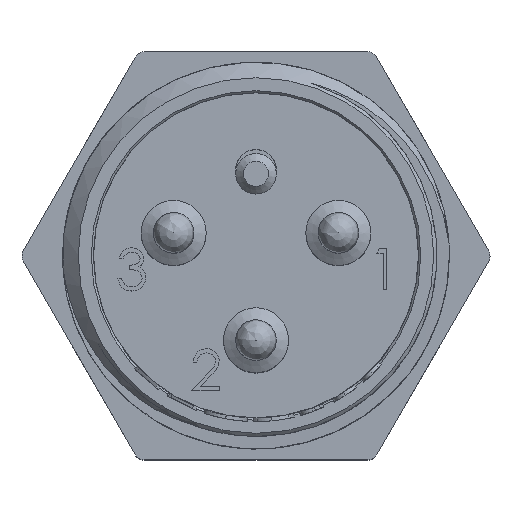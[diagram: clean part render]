
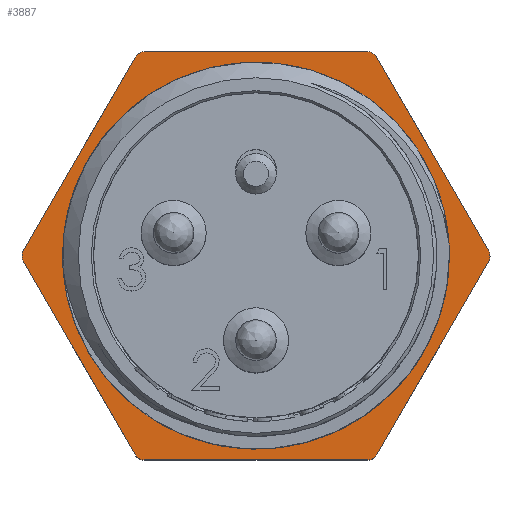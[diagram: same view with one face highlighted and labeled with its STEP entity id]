
A CAD part, top view. The second image highlights one B-rep face of the part: STEP entity #3887.
In plain terms, the highlighted planar face has unit normal (0, 0, 1).
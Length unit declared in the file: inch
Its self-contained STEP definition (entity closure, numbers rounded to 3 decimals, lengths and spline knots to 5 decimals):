
#128=LINE($,#5801,#328);
#130=LINE($,#5805,#330);
#133=LINE($,#5811,#333);
#136=LINE($,#5817,#336);
#139=LINE($,#5823,#339);
#141=LINE($,#5828,#341);
#328=VECTOR($,#4694,0.43013);
#330=VECTOR($,#4698,0.43013);
#333=VECTOR($,#4703,0.43013);
#336=VECTOR($,#4708,0.43013);
#339=VECTOR($,#4713,0.43013);
#341=VECTOR($,#4717,0.43013);
#802=PLANE($,#4235);
#971=FACE_BOUND($,#1403,.T.);
#1087=FACE_OUTER_BOUND($,#1402,.T.);
#1402=EDGE_LOOP($,(#2904,#2905,#2906,#2907,#2908,#2909,#2910,#2911,#2912,
#2913,#2914,#2915));
#1403=EDGE_LOOP($,(#2916));
#1637=CIRCLE($,#4118,0.02);
#1659=CIRCLE($,#4151,0.363);
#1695=CIRCLE($,#4236,0.02);
#1696=CIRCLE($,#4237,0.02);
#1697=CIRCLE($,#4238,0.02);
#1698=CIRCLE($,#4239,0.02);
#1699=CIRCLE($,#4240,0.02);
#1787=VERTEX_POINT($,#5341);
#1788=VERTEX_POINT($,#5343);
#1810=VERTEX_POINT($,#5399);
#1875=VERTEX_POINT($,#5800);
#1876=VERTEX_POINT($,#5804);
#1877=VERTEX_POINT($,#5808);
#1878=VERTEX_POINT($,#5810);
#1879=VERTEX_POINT($,#5814);
#1880=VERTEX_POINT($,#5816);
#1881=VERTEX_POINT($,#5820);
#1882=VERTEX_POINT($,#5822);
#1883=VERTEX_POINT($,#5826);
#1884=VERTEX_POINT($,#5827);
#2184=EDGE_CURVE($,#1788,#1787,#1637,.T.);
#2207=EDGE_CURVE($,#1810,#1810,#1659,.T.);
#2277=EDGE_CURVE($,#1787,#1875,#128,.T.);
#2279=EDGE_CURVE($,#1876,#1788,#130,.T.);
#2282=EDGE_CURVE($,#1878,#1877,#133,.T.);
#2285=EDGE_CURVE($,#1880,#1879,#136,.T.);
#2288=EDGE_CURVE($,#1882,#1881,#139,.T.);
#2290=EDGE_CURVE($,#1883,#1884,#141,.T.);
#2293=EDGE_CURVE($,#1875,#1883,#1695,.T.);
#2294=EDGE_CURVE($,#1884,#1882,#1696,.T.);
#2295=EDGE_CURVE($,#1881,#1880,#1697,.T.);
#2296=EDGE_CURVE($,#1879,#1878,#1698,.T.);
#2297=EDGE_CURVE($,#1877,#1876,#1699,.T.);
#2904=ORIENTED_EDGE($,*,*,#2279,.T.);
#2905=ORIENTED_EDGE($,*,*,#2184,.T.);
#2906=ORIENTED_EDGE($,*,*,#2277,.T.);
#2907=ORIENTED_EDGE($,*,*,#2293,.T.);
#2908=ORIENTED_EDGE($,*,*,#2290,.T.);
#2909=ORIENTED_EDGE($,*,*,#2294,.T.);
#2910=ORIENTED_EDGE($,*,*,#2288,.T.);
#2911=ORIENTED_EDGE($,*,*,#2295,.T.);
#2912=ORIENTED_EDGE($,*,*,#2285,.T.);
#2913=ORIENTED_EDGE($,*,*,#2296,.T.);
#2914=ORIENTED_EDGE($,*,*,#2282,.T.);
#2915=ORIENTED_EDGE($,*,*,#2297,.T.);
#2916=ORIENTED_EDGE($,*,*,#2207,.T.);
#3887=ADVANCED_FACE($,(#1087,#971),#802,.T.);
#4118=AXIS2_PLACEMENT_3D($,#5344,#4483,#4484);
#4151=AXIS2_PLACEMENT_3D($,#5400,#4550,#4551);
#4235=AXIS2_PLACEMENT_3D($,#5838,#4734,#4735);
#4236=AXIS2_PLACEMENT_3D($,#5839,#4736,#4737);
#4237=AXIS2_PLACEMENT_3D($,#5840,#4738,#4739);
#4238=AXIS2_PLACEMENT_3D($,#5841,#4740,#4741);
#4239=AXIS2_PLACEMENT_3D($,#5842,#4742,#4743);
#4240=AXIS2_PLACEMENT_3D($,#5843,#4744,#4745);
#4483=DIRECTION('center_axis',(0.,0.,1.));
#4484=DIRECTION('ref_axis',(1.,0.,0.));
#4550=DIRECTION('center_axis',(0.,0.,-1.));
#4551=DIRECTION('ref_axis',(1.,0.,0.));
#4694=DIRECTION($,(-0.5,0.866,0.));
#4698=DIRECTION($,(0.5,0.866,0.));
#4703=DIRECTION($,(1.,0.,0.));
#4708=DIRECTION($,(0.5,-0.866,0.));
#4713=DIRECTION($,(-0.5,-0.866,0.));
#4717=DIRECTION($,(-1.,0.,0.));
#4734=DIRECTION('center_axis',(0.,0.,1.));
#4735=DIRECTION('ref_axis',(1.,0.,0.));
#4736=DIRECTION('center_axis',(0.,0.,1.));
#4737=DIRECTION('ref_axis',(1.,0.,0.));
#4738=DIRECTION('center_axis',(0.,0.,1.));
#4739=DIRECTION('ref_axis',(1.,0.,0.));
#4740=DIRECTION('center_axis',(0.,0.,1.));
#4741=DIRECTION('ref_axis',(1.,0.,0.));
#4742=DIRECTION('center_axis',(0.,0.,1.));
#4743=DIRECTION('ref_axis',(1.,0.,0.));
#4744=DIRECTION('center_axis',(0.,0.,1.));
#4745=DIRECTION('ref_axis',(1.,0.,0.));
#5341=CARTESIAN_POINT('',(0.44745,0.01,-0.6533));
#5343=CARTESIAN_POINT('',(0.44745,-0.01,-0.6533));
#5344=CARTESIAN_POINT('Origin',(0.43013,0.,
-0.6533));
#5399=CARTESIAN_POINT('',(0.363,0.,-0.6533));
#5400=CARTESIAN_POINT('Origin',(0.,0.,
-0.6533));
#5800=CARTESIAN_POINT('',(0.23238,0.3825,-0.6533));
#5801=CARTESIAN_POINT($,(0.45322,0.,-0.6533));
#5804=CARTESIAN_POINT('',(0.23238,-0.3825,-0.6533));
#5805=CARTESIAN_POINT($,(0.22661,-0.3925,-0.6533));
#5808=CARTESIAN_POINT('',(0.21506,-0.3925,-0.6533));
#5810=CARTESIAN_POINT('',(-0.21506,-0.3925,-0.6533));
#5811=CARTESIAN_POINT($,(-0.22661,-0.3925,-0.6533));
#5814=CARTESIAN_POINT('',(-0.23238,-0.3825,-0.6533));
#5816=CARTESIAN_POINT('',(-0.44745,-0.01,-0.6533));
#5817=CARTESIAN_POINT($,(-0.45322,0.,-0.6533));
#5820=CARTESIAN_POINT('',(-0.44745,0.01,-0.6533));
#5822=CARTESIAN_POINT('',(-0.23238,0.3825,-0.6533));
#5823=CARTESIAN_POINT($,(-0.22661,0.3925,-0.6533));
#5826=CARTESIAN_POINT('',(0.21506,0.3925,-0.6533));
#5827=CARTESIAN_POINT('',(-0.21506,0.3925,-0.6533));
#5828=CARTESIAN_POINT($,(0.22661,0.3925,-0.6533));
#5838=CARTESIAN_POINT('Origin',(0.,0.,-0.6533));
#5839=CARTESIAN_POINT('Origin',(0.21506,0.3725,-0.6533));
#5840=CARTESIAN_POINT('Origin',(-0.21506,0.3725,-0.6533));
#5841=CARTESIAN_POINT('Origin',(-0.43013,0.,
-0.6533));
#5842=CARTESIAN_POINT('Origin',(-0.21506,-0.3725,-0.6533));
#5843=CARTESIAN_POINT('Origin',(0.21506,-0.3725,-0.6533));
